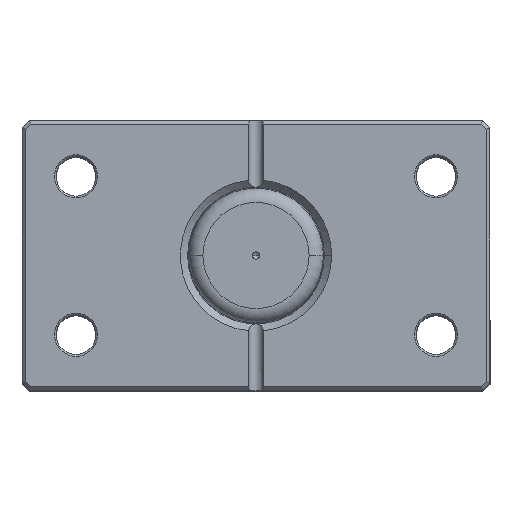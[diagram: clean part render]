
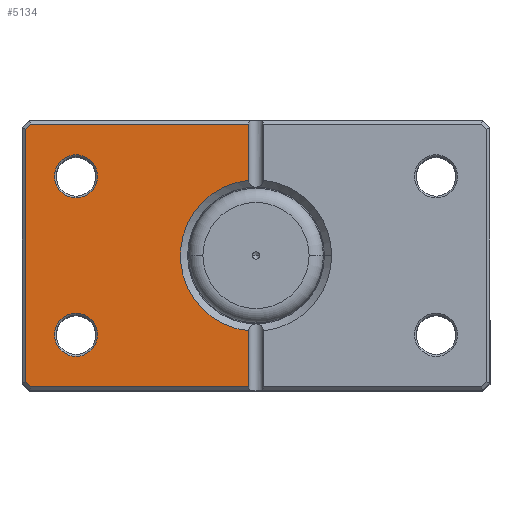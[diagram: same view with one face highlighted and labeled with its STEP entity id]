
A CAD part, top view. The second image highlights one B-rep face of the part: STEP entity #5134.
In plain terms, the highlighted face is planar.
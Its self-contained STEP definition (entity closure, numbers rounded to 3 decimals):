
#71 = CARTESIAN_POINT ( 'NONE',  ( 0., 0., 0. ) ) ;
#146 = CARTESIAN_POINT ( 'NONE',  ( 0., -36.5, 0. ) ) ;
#152 = CARTESIAN_POINT ( 'NONE',  ( 64., 35.086, 0. ) ) ;
#235 = EDGE_CURVE ( 'NONE', #1767, #2059, #5564, .T. ) ;
#303 = CARTESIAN_POINT ( 'NONE',  ( 44., 22., 0. ) ) ;
#402 = AXIS2_PLACEMENT_3D ( 'NONE', #3421, #505, #3911 ) ;
#457 = DIRECTION ( 'NONE',  ( 0., 0., 1. ) ) ;
#479 = AXIS2_PLACEMENT_3D ( 'NONE', #4219, #1316, #4702 ) ;
#491 = LINE ( 'NONE', #2205, #4544 ) ;
#505 = DIRECTION ( 'NONE',  ( 0., 0., 1. ) ) ;
#574 = DIRECTION ( 'NONE',  ( 1., 0., 0. ) ) ;
#640 = DIRECTION ( 'NONE',  ( -1., 0., 0. ) ) ;
#682 = EDGE_CURVE ( 'NONE', #3456, #5703, #1086, .T. ) ;
#734 = EDGE_CURVE ( 'NONE', #3842, #1347, #5930, .T. ) ;
#847 = EDGE_CURVE ( 'NONE', #2782, #5131, #5039, .T. ) ;
#866 = VECTOR ( 'NONE', #2243, 1000. ) ;
#904 = ORIENTED_EDGE ( 'NONE', *, *, #4039, .T. ) ;
#935 = EDGE_CURVE ( 'NONE', #1015, #1767, #4571, .T. ) ;
#1015 = VERTEX_POINT ( 'NONE', #4816 ) ;
#1050 = ORIENTED_EDGE ( 'NONE', *, *, #2832, .T. ) ;
#1086 = CIRCLE ( 'NONE', #402, 6. ) ;
#1214 = DIRECTION ( 'NONE',  ( 0., -1., 0. ) ) ;
#1262 = ORIENTED_EDGE ( 'NONE', *, *, #5128, .T. ) ;
#1286 = CARTESIAN_POINT ( 'NONE',  ( 0., 0., 0. ) ) ;
#1316 = DIRECTION ( 'NONE',  ( 0., 0., 1. ) ) ;
#1347 = VERTEX_POINT ( 'NONE', #5395 ) ;
#1359 = VERTEX_POINT ( 'NONE', #4925 ) ;
#1568 = CARTESIAN_POINT ( 'NONE',  ( 49.543, 49.543, 0. ) ) ;
#1683 = CARTESIAN_POINT ( 'NONE',  ( 2., -20.905, 0. ) ) ;
#1718 = CARTESIAN_POINT ( 'NONE',  ( 62.586, -36.5, 0. ) ) ;
#1721 = VECTOR ( 'NONE', #4025, 1000. ) ;
#1767 = VERTEX_POINT ( 'NONE', #6084 ) ;
#1845 = CARTESIAN_POINT ( 'NONE',  ( 0., 36.5, 0. ) ) ;
#1982 = VECTOR ( 'NONE', #5246, 1000. ) ;
#2035 = CARTESIAN_POINT ( 'NONE',  ( 50., -22., 0. ) ) ;
#2040 = EDGE_CURVE ( 'NONE', #5131, #1015, #5588, .T. ) ;
#2059 = VERTEX_POINT ( 'NONE', #152 ) ;
#2135 = EDGE_CURVE ( 'NONE', #5703, #3456, #6269, .T. ) ;
#2167 = LINE ( 'NONE', #2726, #866 ) ;
#2205 = CARTESIAN_POINT ( 'NONE',  ( 2., 37.5, 0. ) ) ;
#2243 = DIRECTION ( 'NONE',  ( -0.707, -0.707, 0. ) ) ;
#2261 = DIRECTION ( 'NONE',  ( 0., 0., 1. ) ) ;
#2267 = CARTESIAN_POINT ( 'NONE',  ( 56., 22., 0. ) ) ;
#2606 = EDGE_LOOP ( 'NONE', ( #5650, #5906 ) ) ;
#2631 = AXIS2_PLACEMENT_3D ( 'NONE', #3376, #457, #3861 ) ;
#2692 = VECTOR ( 'NONE', #640, 1000. ) ;
#2695 = AXIS2_PLACEMENT_3D ( 'NONE', #2035, #4949, #5733 ) ;
#2726 = CARTESIAN_POINT ( 'NONE',  ( 49.543, -49.543, 0. ) ) ;
#2748 = EDGE_LOOP ( 'NONE', ( #1050, #3094, #5123, #5640, #3781, #2796, #1262, #904 ) ) ;
#2782 = VERTEX_POINT ( 'NONE', #1683 ) ;
#2796 = ORIENTED_EDGE ( 'NONE', *, *, #6101, .T. ) ;
#2832 = EDGE_CURVE ( 'NONE', #4658, #2782, #491, .T. ) ;
#2838 = LINE ( 'NONE', #146, #2692 ) ;
#3031 = DIRECTION ( 'NONE',  ( 0.707, -0.707, 0. ) ) ;
#3094 = ORIENTED_EDGE ( 'NONE', *, *, #847, .T. ) ;
#3193 = ORIENTED_EDGE ( 'NONE', *, *, #734, .T. ) ;
#3197 = VERTEX_POINT ( 'NONE', #1718 ) ;
#3289 = FACE_OUTER_BOUND ( 'NONE', #2748, .T. ) ;
#3370 = CIRCLE ( 'NONE', #479, 6. ) ;
#3376 = CARTESIAN_POINT ( 'NONE',  ( 50., 22., 0. ) ) ;
#3421 = CARTESIAN_POINT ( 'NONE',  ( 50., 22., 0. ) ) ;
#3456 = VERTEX_POINT ( 'NONE', #2267 ) ;
#3491 = DIRECTION ( 'NONE',  ( 0., 0., 1. ) ) ;
#3658 = DIRECTION ( 'NONE',  ( 0., 1., 0. ) ) ;
#3781 = ORIENTED_EDGE ( 'NONE', *, *, #235, .T. ) ;
#3842 = VERTEX_POINT ( 'NONE', #6296 ) ;
#3861 = DIRECTION ( 'NONE',  ( 1., 0., 0. ) ) ;
#3911 = DIRECTION ( 'NONE',  ( 1., 0., 0. ) ) ;
#4025 = DIRECTION ( 'NONE',  ( 0., 1., 0. ) ) ;
#4039 = EDGE_CURVE ( 'NONE', #3197, #4658, #2838, .T. ) ;
#4175 = EDGE_CURVE ( 'NONE', #1347, #3842, #3370, .T. ) ;
#4219 = CARTESIAN_POINT ( 'NONE',  ( 50., -22., 0. ) ) ;
#4271 = VECTOR ( 'NONE', #3031, 1000. ) ;
#4316 = AXIS2_PLACEMENT_3D ( 'NONE', #71, #3491, #574 ) ;
#4544 = VECTOR ( 'NONE', #3658, 1000. ) ;
#4571 = LINE ( 'NONE', #1845, #1982 ) ;
#4577 = LINE ( 'NONE', #5546, #5548 ) ;
#4657 = ORIENTED_EDGE ( 'NONE', *, *, #4175, .T. ) ;
#4658 = VERTEX_POINT ( 'NONE', #5737 ) ;
#4702 = DIRECTION ( 'NONE',  ( 1., 0., 0. ) ) ;
#4732 = FACE_BOUND ( 'NONE', #5458, .T. ) ;
#4816 = CARTESIAN_POINT ( 'NONE',  ( 2., 36.5, 0. ) ) ;
#4925 = CARTESIAN_POINT ( 'NONE',  ( 64., -35.086, 0. ) ) ;
#4949 = DIRECTION ( 'NONE',  ( 0., 0., 1. ) ) ;
#5003 = CARTESIAN_POINT ( 'NONE',  ( 2., 37.5, 0. ) ) ;
#5039 = CIRCLE ( 'NONE', #4316, 21. ) ;
#5123 = ORIENTED_EDGE ( 'NONE', *, *, #2040, .T. ) ;
#5128 = EDGE_CURVE ( 'NONE', #1359, #3197, #2167, .T. ) ;
#5131 = VERTEX_POINT ( 'NONE', #5620 ) ;
#5134 = ADVANCED_FACE ( 'NONE', ( #4732, #5867, #3289 ), #6096, .F. ) ;
#5246 = DIRECTION ( 'NONE',  ( 1., 0., 0. ) ) ;
#5395 = CARTESIAN_POINT ( 'NONE',  ( 56., -22., 0. ) ) ;
#5458 = EDGE_LOOP ( 'NONE', ( #3193, #4657 ) ) ;
#5546 = CARTESIAN_POINT ( 'NONE',  ( 64., 0., 0. ) ) ;
#5548 = VECTOR ( 'NONE', #1214, 1000. ) ;
#5564 = LINE ( 'NONE', #1568, #4271 ) ;
#5588 = LINE ( 'NONE', #5003, #1721 ) ;
#5620 = CARTESIAN_POINT ( 'NONE',  ( 2., 20.905, 0. ) ) ;
#5638 = DIRECTION ( 'NONE',  ( 1., 0., 0. ) ) ;
#5640 = ORIENTED_EDGE ( 'NONE', *, *, #935, .T. ) ;
#5650 = ORIENTED_EDGE ( 'NONE', *, *, #2135, .T. ) ;
#5703 = VERTEX_POINT ( 'NONE', #303 ) ;
#5733 = DIRECTION ( 'NONE',  ( 1., 0., 0. ) ) ;
#5737 = CARTESIAN_POINT ( 'NONE',  ( 2., -36.5, 0. ) ) ;
#5867 = FACE_BOUND ( 'NONE', #2606, .T. ) ;
#5906 = ORIENTED_EDGE ( 'NONE', *, *, #682, .T. ) ;
#5930 = CIRCLE ( 'NONE', #2695, 6. ) ;
#6084 = CARTESIAN_POINT ( 'NONE',  ( 62.586, 36.5, 0. ) ) ;
#6096 = PLANE ( 'NONE',  #6294 ) ;
#6101 = EDGE_CURVE ( 'NONE', #2059, #1359, #4577, .T. ) ;
#6269 = CIRCLE ( 'NONE', #2631, 6. ) ;
#6294 = AXIS2_PLACEMENT_3D ( 'NONE', #1286, #2261, #5638 ) ;
#6296 = CARTESIAN_POINT ( 'NONE',  ( 44., -22., 0. ) ) ;
